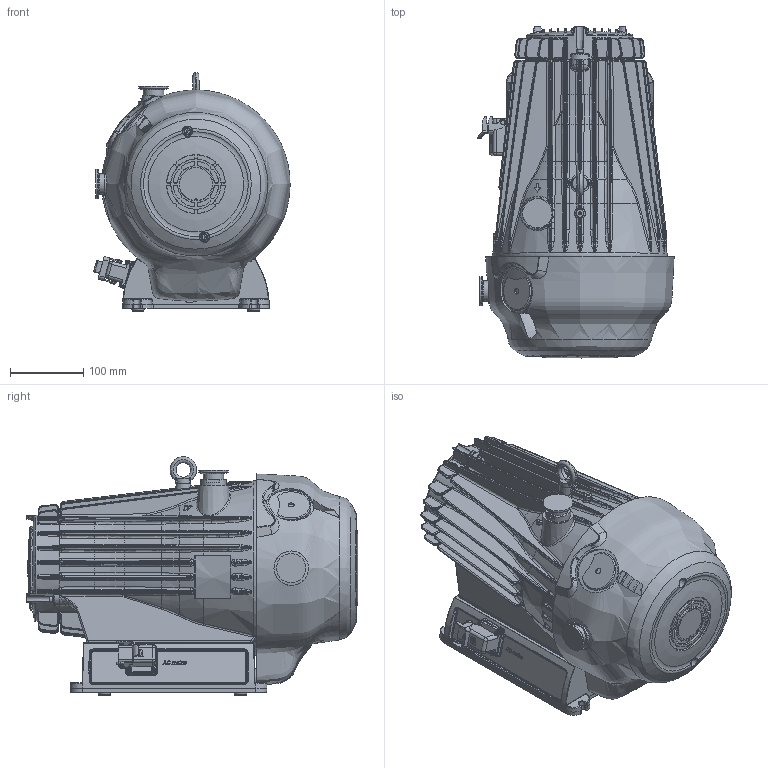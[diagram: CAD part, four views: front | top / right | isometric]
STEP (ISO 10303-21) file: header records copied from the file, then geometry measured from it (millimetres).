
FILE_DESCRIPTION(/* description */ ('Transferdokumente HiScroll 18 3ph ohne GB'),/* implementation_level */ '2;1');
FILE_NAME(/* name */ 'PD 900 017_SW.stp',/* time_stamp */ '2024-01-05T15:52:31+01:00',/* author */ ('SOEHNGEN'),/* organization */ (''),/* preprocessor_version */ 'ST-DEVELOPER v18.1',/* originating_system */ 'Autodesk Inventor 2021',/* authorisation */ '');
FILE_SCHEMA (('AUTOMOTIVE_DESIGN { 1 0 10303 214 3 1 1 }'));
Products named in the file (1): PD 900 017_SW
Bounding box: 267.69 x 452.65 x 325.4 mm (x, y, z)
Volume: 17001282.5 mm3; surface area: 785197 mm2
Topology: 1 solids, 40 shells, 4247 faces, 10526 edges, 6364 vertices
Faces by surface type: bspline 1909, plane 904, cylinder 674, torus 326, cone 303, sphere 131
Full cylindrical faces by diameter (mm): 0.753 x1, 0.986 x1, 1.99 x2, 2 x4, 2.459 x10, 3 x6, 3.242 x1, 3.4 x6, 4.134 x9, 4.8 x3, 5 x1, 5.5 x4, 5.54 x6, 6 x2, 8 x1, 8.5 x5, 9 x2, 19.1 x4, 20 x1, 25 x1, 26.5 x1, 28 x3, 34.7 x1, 35.2 x1, 40 x2, 47 x1, 61.5 x1, 138 x1, 142 x1, 239 x1
Entity records: 205370 total; most frequent: CARTESIAN_POINT 112303, ORIENTED_EDGE 20854, DIRECTION 14745, EDGE_CURVE 10436, VERTEX_POINT 6364, AXIS2_PLACEMENT_3D 6148, EDGE_LOOP 4397, FACE_OUTER_BOUND 4247
